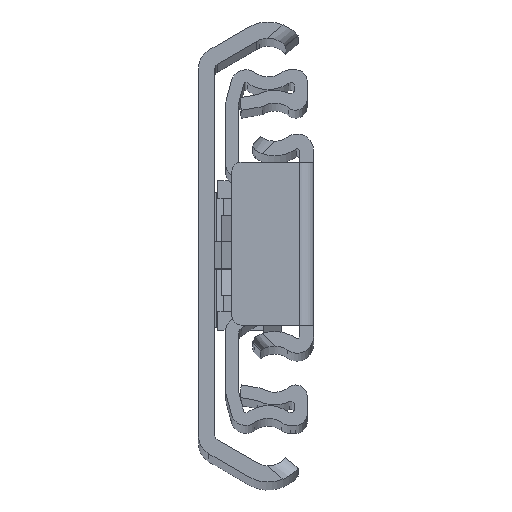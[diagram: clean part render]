
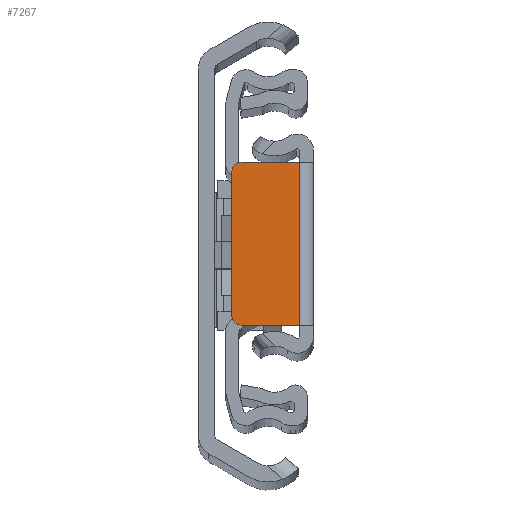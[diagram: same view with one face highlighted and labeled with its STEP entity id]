
A CAD part, top view. The second image highlights one B-rep face of the part: STEP entity #7267.
In plain terms, the highlighted planar face has unit normal (0, 0, 1).
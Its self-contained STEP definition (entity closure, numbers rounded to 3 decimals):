
#117 = LINE ( 'NONE', #7578, #5353 ) ;
#459 = EDGE_CURVE ( 'NONE', #8523, #1934, #11243, .T. ) ;
#513 = CARTESIAN_POINT ( 'NONE',  ( 0., 9., 1.6 ) ) ;
#615 = CARTESIAN_POINT ( 'NONE',  ( -1.6, 9., 1.6 ) ) ;
#654 = CARTESIAN_POINT ( 'NONE',  ( -1.6, 9., 1.6 ) ) ;
#799 = DIRECTION ( 'NONE',  ( 0., 1., 0. ) ) ;
#1056 = CARTESIAN_POINT ( 'NONE',  ( -8., -9., 1.6 ) ) ;
#1319 = PLANE ( 'NONE',  #6859 ) ;
#1334 = DIRECTION ( 'NONE',  ( -1., 0., 0. ) ) ;
#1367 = DIRECTION ( 'NONE',  ( 0., 0., 1. ) ) ;
#1471 = CARTESIAN_POINT ( 'NONE',  ( -8., -8., 1.6 ) ) ;
#1515 = CARTESIAN_POINT ( 'NONE',  ( -9., -8., 1.6 ) ) ;
#1643 = EDGE_CURVE ( 'NONE', #11943, #8044, #5974, .T. ) ;
#1651 = LINE ( 'NONE', #615, #4861 ) ;
#1675 = AXIS2_PLACEMENT_3D ( 'NONE', #6067, #1367, #11750 ) ;
#1934 = VERTEX_POINT ( 'NONE', #4668 ) ;
#2260 = DIRECTION ( 'NONE',  ( 0., -1., 0. ) ) ;
#3148 = DIRECTION ( 'NONE',  ( 0., 0., 1. ) ) ;
#3258 = LINE ( 'NONE', #513, #10197 ) ;
#3267 = CARTESIAN_POINT ( 'NONE',  ( 0., 9., 1.6 ) ) ;
#3324 = CARTESIAN_POINT ( 'NONE',  ( -8., 9., 1.6 ) ) ;
#3603 = EDGE_CURVE ( 'NONE', #11943, #8988, #1651, .T. ) ;
#4443 = ORIENTED_EDGE ( 'NONE', *, *, #11714, .F. ) ;
#4668 = CARTESIAN_POINT ( 'NONE',  ( -9., 8., 1.6 ) ) ;
#4861 = VECTOR ( 'NONE', #799, 1000. ) ;
#5353 = VECTOR ( 'NONE', #7641, 1000. ) ;
#5974 = LINE ( 'NONE', #9709, #8339 ) ;
#6067 = CARTESIAN_POINT ( 'NONE',  ( -8., 8., 1.6 ) ) ;
#6827 = VERTEX_POINT ( 'NONE', #1515 ) ;
#6859 = AXIS2_PLACEMENT_3D ( 'NONE', #3267, #3148, #9874 ) ;
#7184 = EDGE_LOOP ( 'NONE', ( #4443, #9031, #10121, #12073, #9331, #8332 ) ) ;
#7267 = ADVANCED_FACE ( 'NONE', ( #9696 ), #1319, .T. ) ;
#7578 = CARTESIAN_POINT ( 'NONE',  ( -9., 0., 1.6 ) ) ;
#7641 = DIRECTION ( 'NONE',  ( 0., 1., 0. ) ) ;
#8044 = VERTEX_POINT ( 'NONE', #1056 ) ;
#8083 = CIRCLE ( 'NONE', #10429, 1. ) ;
#8332 = ORIENTED_EDGE ( 'NONE', *, *, #459, .T. ) ;
#8339 = VECTOR ( 'NONE', #1334, 1000. ) ;
#8411 = EDGE_CURVE ( 'NONE', #8988, #8523, #3258, .T. ) ;
#8523 = VERTEX_POINT ( 'NONE', #3324 ) ;
#8698 = DIRECTION ( 'NONE',  ( 0., 0., 1. ) ) ;
#8988 = VERTEX_POINT ( 'NONE', #654 ) ;
#9031 = ORIENTED_EDGE ( 'NONE', *, *, #11435, .T. ) ;
#9331 = ORIENTED_EDGE ( 'NONE', *, *, #8411, .T. ) ;
#9696 = FACE_OUTER_BOUND ( 'NONE', #7184, .T. ) ;
#9709 = CARTESIAN_POINT ( 'NONE',  ( 0., -9., 1.6 ) ) ;
#9748 = DIRECTION ( 'NONE',  ( -1., 0., 0. ) ) ;
#9836 = CARTESIAN_POINT ( 'NONE',  ( -1.6, -9., 1.6 ) ) ;
#9874 = DIRECTION ( 'NONE',  ( 0., -1., 0. ) ) ;
#10121 = ORIENTED_EDGE ( 'NONE', *, *, #1643, .F. ) ;
#10197 = VECTOR ( 'NONE', #9748, 1000. ) ;
#10429 = AXIS2_PLACEMENT_3D ( 'NONE', #1471, #8698, #2260 ) ;
#11243 = CIRCLE ( 'NONE', #1675, 1. ) ;
#11435 = EDGE_CURVE ( 'NONE', #6827, #8044, #8083, .T. ) ;
#11714 = EDGE_CURVE ( 'NONE', #6827, #1934, #117, .T. ) ;
#11750 = DIRECTION ( 'NONE',  ( 0., -1., 0. ) ) ;
#11943 = VERTEX_POINT ( 'NONE', #9836 ) ;
#12073 = ORIENTED_EDGE ( 'NONE', *, *, #3603, .T. ) ;
